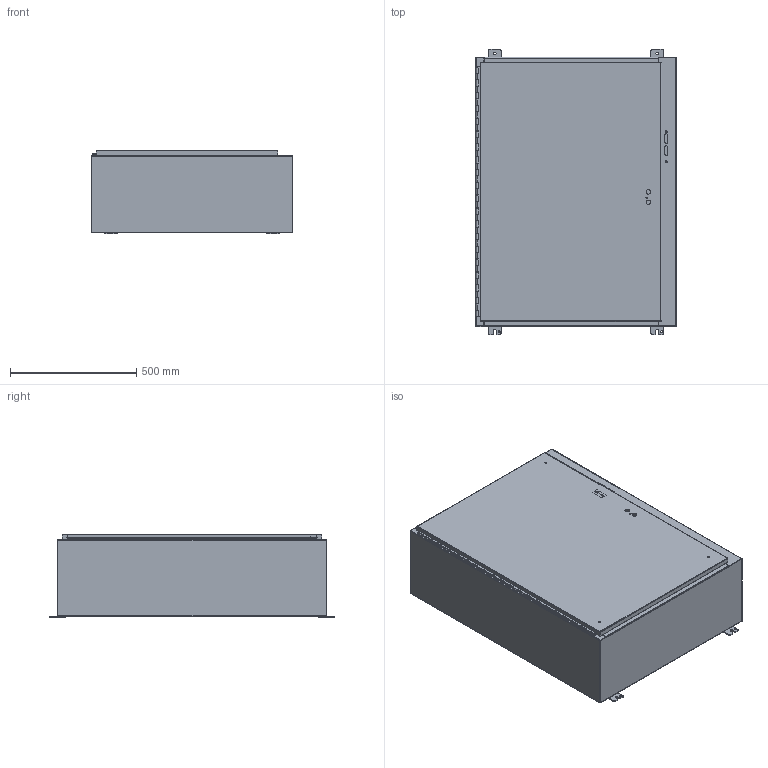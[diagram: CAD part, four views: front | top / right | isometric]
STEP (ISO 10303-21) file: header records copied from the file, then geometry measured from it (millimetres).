
FILE_DESCRIPTION((''),'2;1');
FILE_NAME('SDN12423212.stp','2012-08-30T08:03:46',('dnichola'),(''),'Autodesk Inventor 2012','Autodesk Inventor 2012','');
FILE_SCHEMA(('AUTOMOTIVE_DESIGN { 1 0 10303 214 1 1 1 1 }'));
Length unit declared in the file: inch
Products named in the file (16): SDN12423212; SDN12423212BLR; 3889; 34840; SDN124231LID; 38811; HFW3092; 349129; 3881; HFW3888; SDN123212TOP; SDN123212BTM; 328135; 328135T; 328135L; 328135P
Assembly tree (26 placements, depth 3):
  SDN12423212
    SDN12423212BLR
    3889  x6
    34840  x4
    SDN124231LID
    38811  x2
    HFW3092
    349129  x2
    3881
    HFW3888  x2
    SDN123212TOP
    SDN123212BTM
    328135
      328135T
      328135L
      328135P
Bounding box: 796.92 x 1130.3 x 331.6 mm (x, y, z)
Volume: 5785785.9 mm3; surface area: 6175720.3 mm2
Topology: 25 solids, 25 shells, 764 faces, 2028 edges, 1332 vertices
Faces by surface type: plane 478, cylinder 236, cone 30, bspline 12, torus 8
Full cylindrical faces by diameter (mm): 2.921 x2, 3.048 x1, 3.962 x2, 4.826 x2, 6.35 x4, 7.137 x2, 7.95 x4, 8.382 x16, 8.56 x1, 11.125 x4, 15.875 x8, 17.856 x2
Entity records: 21175 total; most frequent: CARTESIAN_POINT 4087, ORIENTED_EDGE 3434, DIRECTION 3417, EDGE_CURVE 1717, VECTOR 1259, LINE 1259, VERTEX_POINT 1151, AXIS2_PLACEMENT_3D 1079
